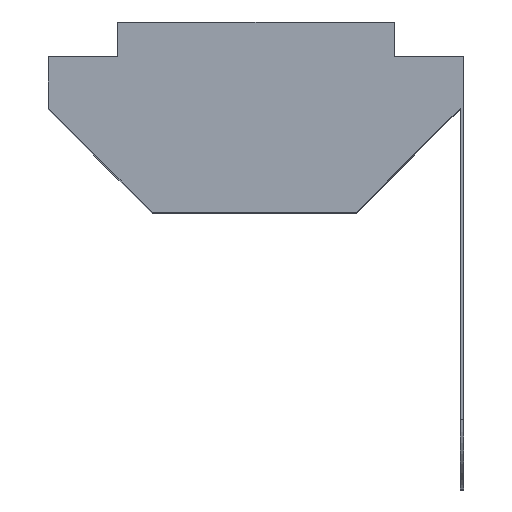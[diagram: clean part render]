
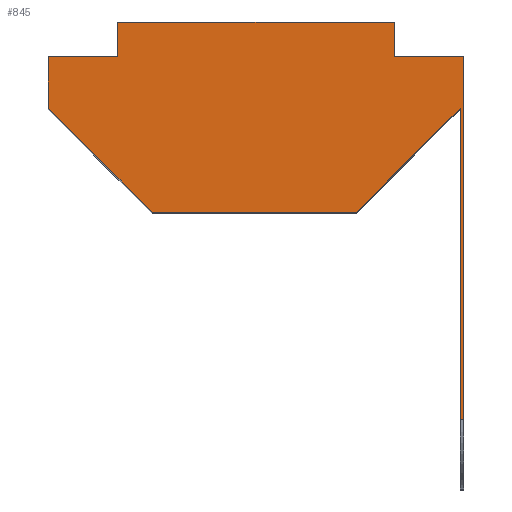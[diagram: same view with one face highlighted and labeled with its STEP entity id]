
A CAD part, top view. The second image highlights one B-rep face of the part: STEP entity #845.
In plain terms, the highlighted planar face has unit normal (0, 0, 1).
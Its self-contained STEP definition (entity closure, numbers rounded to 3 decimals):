
#20 = CARTESIAN_POINT ( 'NONE',  ( 2., 0., 20. ) ) ;
#29 = VECTOR ( 'NONE', #604, 1000. ) ;
#35 = DIRECTION ( 'NONE',  ( 1., 0., 0. ) ) ;
#42 = LINE ( 'NONE', #114, #701 ) ;
#58 = VECTOR ( 'NONE', #792, 1000. ) ;
#59 = VECTOR ( 'NONE', #230, 1000. ) ;
#64 = EDGE_CURVE ( 'NONE', #425, #378, #42, .T. ) ;
#66 = EDGE_LOOP ( 'NONE', ( #313, #544, #795, #123, #278, #409, #827, #222, #436, #581, #552, #191 ) ) ;
#69 = LINE ( 'NONE', #472, #58 ) ;
#73 = CARTESIAN_POINT ( 'NONE',  ( 0., 1., 20. ) ) ;
#77 = VERTEX_POINT ( 'NONE', #253 ) ;
#85 = CARTESIAN_POINT ( 'NONE',  ( 8.9, -4.5, 20. ) ) ;
#114 = CARTESIAN_POINT ( 'NONE',  ( 8.9, -4.5, 20. ) ) ;
#123 = ORIENTED_EDGE ( 'NONE', *, *, #605, .F. ) ;
#126 = CARTESIAN_POINT ( 'NONE',  ( 12., -10.5, 20. ) ) ;
#127 = VERTEX_POINT ( 'NONE', #783 ) ;
#138 = CARTESIAN_POINT ( 'NONE',  ( 12., 1., 20. ) ) ;
#150 = CARTESIAN_POINT ( 'NONE',  ( 2., 0., 20. ) ) ;
#165 = CARTESIAN_POINT ( 'NONE',  ( 10., 0., 20. ) ) ;
#170 = EDGE_CURVE ( 'NONE', #752, #594, #468, .T. ) ;
#191 = ORIENTED_EDGE ( 'NONE', *, *, #649, .F. ) ;
#198 = CARTESIAN_POINT ( 'NONE',  ( 0., 0., 20. ) ) ;
#200 = CARTESIAN_POINT ( 'NONE',  ( 11.9, -12.5, 20. ) ) ;
#213 = DIRECTION ( 'NONE',  ( -1., 0., 0. ) ) ;
#220 = VECTOR ( 'NONE', #399, 1000. ) ;
#222 = ORIENTED_EDGE ( 'NONE', *, *, #699, .F. ) ;
#230 = DIRECTION ( 'NONE',  ( -0.707, -0.707, 0. ) ) ;
#234 = VECTOR ( 'NONE', #555, 1000. ) ;
#250 = DIRECTION ( 'NONE',  ( 0., 1., 0. ) ) ;
#252 = CARTESIAN_POINT ( 'NONE',  ( 0., -1.5, 20. ) ) ;
#253 = CARTESIAN_POINT ( 'NONE',  ( 2., 1., 20. ) ) ;
#278 = ORIENTED_EDGE ( 'NONE', *, *, #662, .F. ) ;
#279 = EDGE_CURVE ( 'NONE', #752, #127, #746, .T. ) ;
#289 = VERTEX_POINT ( 'NONE', #529 ) ;
#309 = VERTEX_POINT ( 'NONE', #396 ) ;
#313 = ORIENTED_EDGE ( 'NONE', *, *, #279, .F. ) ;
#314 = EDGE_CURVE ( 'NONE', #378, #675, #69, .T. ) ;
#351 = CARTESIAN_POINT ( 'NONE',  ( 11.9, -1.5, 20. ) ) ;
#352 = AXIS2_PLACEMENT_3D ( 'NONE', #198, #607, #213 ) ;
#355 = LINE ( 'NONE', #165, #800 ) ;
#378 = VERTEX_POINT ( 'NONE', #480 ) ;
#381 = LINE ( 'NONE', #584, #600 ) ;
#386 = LINE ( 'NONE', #721, #494 ) ;
#396 = CARTESIAN_POINT ( 'NONE',  ( 10., 0., 20. ) ) ;
#399 = DIRECTION ( 'NONE',  ( 0., -1., 0. ) ) ;
#409 = ORIENTED_EDGE ( 'NONE', *, *, #465, .F. ) ;
#415 = DIRECTION ( 'NONE',  ( 0., -1., 0. ) ) ;
#419 = VERTEX_POINT ( 'NONE', #150 ) ;
#423 = VERTEX_POINT ( 'NONE', #685 ) ;
#425 = VERTEX_POINT ( 'NONE', #85 ) ;
#436 = ORIENTED_EDGE ( 'NONE', *, *, #768, .F. ) ;
#441 = EDGE_CURVE ( 'NONE', #419, #77, #620, .T. ) ;
#465 = EDGE_CURVE ( 'NONE', #77, #289, #808, .T. ) ;
#468 = LINE ( 'NONE', #126, #730 ) ;
#472 = CARTESIAN_POINT ( 'NONE',  ( 3., -4.5, 20. ) ) ;
#475 = FACE_OUTER_BOUND ( 'NONE', #66, .T. ) ;
#480 = CARTESIAN_POINT ( 'NONE',  ( 3., -4.5, 20. ) ) ;
#486 = LINE ( 'NONE', #492, #762 ) ;
#492 = CARTESIAN_POINT ( 'NONE',  ( 10., 1., 20. ) ) ;
#494 = VECTOR ( 'NONE', #250, 1000. ) ;
#529 = CARTESIAN_POINT ( 'NONE',  ( 10., 1., 20. ) ) ;
#544 = ORIENTED_EDGE ( 'NONE', *, *, #170, .T. ) ;
#551 = EDGE_CURVE ( 'NONE', #573, #594, #739, .T. ) ;
#552 = ORIENTED_EDGE ( 'NONE', *, *, #64, .F. ) ;
#553 = CARTESIAN_POINT ( 'NONE',  ( 12., 0., 20. ) ) ;
#555 = DIRECTION ( 'NONE',  ( 0., 1., 0. ) ) ;
#563 = CARTESIAN_POINT ( 'NONE',  ( 12., -10.5, 20. ) ) ;
#573 = VERTEX_POINT ( 'NONE', #553 ) ;
#581 = ORIENTED_EDGE ( 'NONE', *, *, #314, .F. ) ;
#584 = CARTESIAN_POINT ( 'NONE',  ( 0., 0., 20. ) ) ;
#594 = VERTEX_POINT ( 'NONE', #563 ) ;
#597 = DIRECTION ( 'NONE',  ( 1., 0., 0. ) ) ;
#598 = VECTOR ( 'NONE', #865, 1000. ) ;
#600 = VECTOR ( 'NONE', #844, 1000. ) ;
#604 = DIRECTION ( 'NONE',  ( 0., 1., 0. ) ) ;
#605 = EDGE_CURVE ( 'NONE', #309, #573, #355, .T. ) ;
#607 = DIRECTION ( 'NONE',  ( 0., 0., -1. ) ) ;
#620 = LINE ( 'NONE', #20, #234 ) ;
#626 = LINE ( 'NONE', #351, #59 ) ;
#649 = EDGE_CURVE ( 'NONE', #127, #425, #626, .T. ) ;
#651 = CARTESIAN_POINT ( 'NONE',  ( 11.9, -10.5, 20. ) ) ;
#662 = EDGE_CURVE ( 'NONE', #289, #309, #486, .T. ) ;
#675 = VERTEX_POINT ( 'NONE', #252 ) ;
#685 = CARTESIAN_POINT ( 'NONE',  ( 0., 0., 20. ) ) ;
#699 = EDGE_CURVE ( 'NONE', #423, #419, #381, .T. ) ;
#701 = VECTOR ( 'NONE', #841, 1000. ) ;
#721 = CARTESIAN_POINT ( 'NONE',  ( 0., -1.5, 20. ) ) ;
#730 = VECTOR ( 'NONE', #597, 1000. ) ;
#739 = LINE ( 'NONE', #138, #220 ) ;
#742 = PLANE ( 'NONE',  #352 ) ;
#746 = LINE ( 'NONE', #200, #29 ) ;
#752 = VERTEX_POINT ( 'NONE', #651 ) ;
#762 = VECTOR ( 'NONE', #415, 1000. ) ;
#768 = EDGE_CURVE ( 'NONE', #675, #423, #386, .T. ) ;
#783 = CARTESIAN_POINT ( 'NONE',  ( 11.9, -1.5, 20. ) ) ;
#792 = DIRECTION ( 'NONE',  ( -0.707, 0.707, 0. ) ) ;
#795 = ORIENTED_EDGE ( 'NONE', *, *, #551, .F. ) ;
#800 = VECTOR ( 'NONE', #35, 1000. ) ;
#808 = LINE ( 'NONE', #73, #598 ) ;
#827 = ORIENTED_EDGE ( 'NONE', *, *, #441, .F. ) ;
#841 = DIRECTION ( 'NONE',  ( -1., 0., 0. ) ) ;
#844 = DIRECTION ( 'NONE',  ( 1., 0., 0. ) ) ;
#845 = ADVANCED_FACE ( 'NONE', ( #475 ), #742, .F. ) ;
#865 = DIRECTION ( 'NONE',  ( 1., 0., 0. ) ) ;
